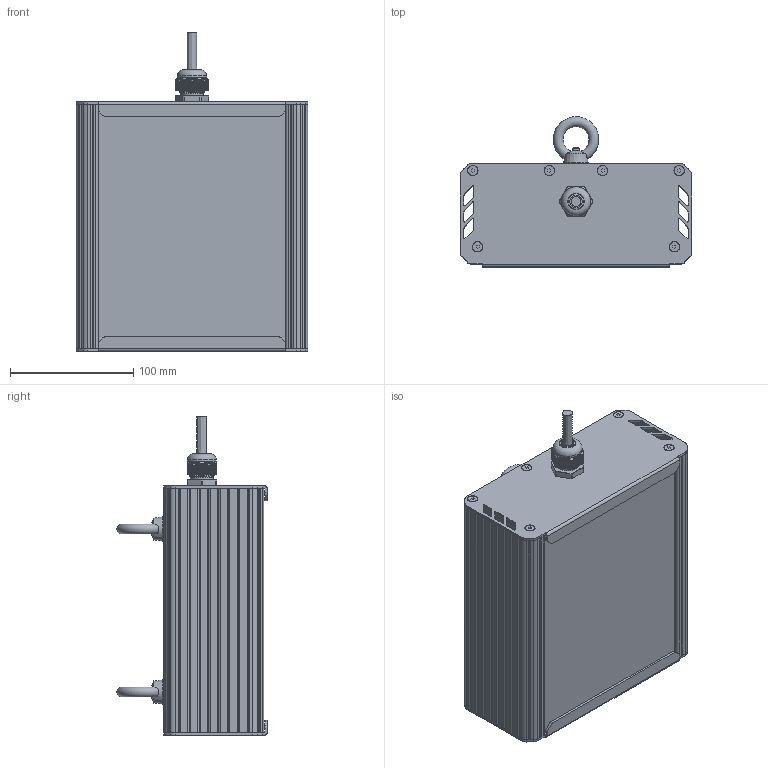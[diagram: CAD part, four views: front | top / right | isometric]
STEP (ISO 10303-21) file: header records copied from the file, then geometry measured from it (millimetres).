
FILE_DESCRIPTION(('STEP AP214'), '1');
FILE_NAME('001.0079.58.000 - ÃÑÏ-Ýêñòðà-Îïòèê-20', '', ('UNSPECIFIED'), ('UNSPECIFIED'), 'C3D Converter', 'C3D Toolkit', '');
FILE_SCHEMA(('AUTOMOTIVE_DESIGN { 1 0 10303 214 3 1 1}'));
Length unit declared in the file: millimetre
Products named in the file (26): 001.0079.58.000; 001.0065.02.000
Assembly tree (49 placements, depth 4):
  001.0079.58.000
    (unnamed)
      (unnamed)
      (unnamed)
      (unnamed)
      (unnamed)  x6
      (unnamed)  x6
      (unnamed)
      (unnamed)
      (unnamed)
      (unnamed)
        (unnamed)
      (unnamed)  x2
        (unnamed)
        (unnamed)
        (unnamed)
        (unnamed)
        (unnamed)
        (unnamed)
        (unnamed)
        (unnamed)
        (unnamed)
        (unnamed)
    001.0065.02.000  x2
      (unnamed)
      (unnamed)
Bounding box: 187.37 x 121.62 x 258 mm (x, y, z)
Volume: 678903.6 mm3; surface area: 518825.7 mm2
Topology: 90 solids, 90 shells, 2166 faces, 5827 edges, 3947 vertices
Faces by surface type: plane 1350, cylinder 652, cone 112, bspline 37, torus 13, sphere 2
Full cylindrical faces by diameter (mm): 1 x2, 2 x4, 2.5 x8, 2.8 x50, 3.2 x2, 3.5 x12, 4 x12, 6 x2, 8 x12, 9 x26, 12 x1, 12.5 x1, 16 x1, 18.5 x3, 20 x1, 23.5 x1
Entity records: 131998 total; most frequent: CARTESIAN_POINT 54288, DIRECTION 8966, ORIENTED_EDGE 8940, COLOUR_RGB 5360, PRESENTATION_STYLE_ASSIGNMENT 5360, EDGE_CURVE 4470, CURVE_STYLE 3590, PRE_DEFINED_CURVE_FONT 3590
